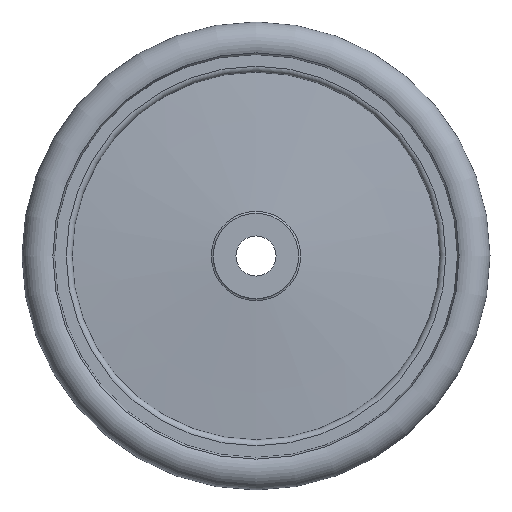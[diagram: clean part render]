
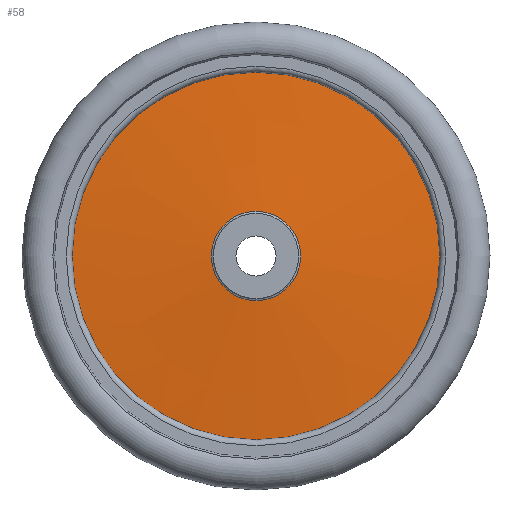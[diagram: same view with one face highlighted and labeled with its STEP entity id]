
A CAD part, left-side view. The second image highlights one B-rep face of the part: STEP entity #58.
In plain terms, the highlighted conical face has half-angle 85.601 degrees and reference radius 110 mm.
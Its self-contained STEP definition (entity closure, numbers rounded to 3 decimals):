
#58 = ADVANCED_FACE( '', ( #125, #126 ), #127, .T. );
#125 = FACE_BOUND( '', #197, .T. );
#126 = FACE_OUTER_BOUND( '', #198, .T. );
#127 = CONICAL_SURFACE( '', #199, 110., 1.494 );
#197 = EDGE_LOOP( '', ( #281 ) );
#198 = EDGE_LOOP( '', ( #282 ) );
#199 = AXIS2_PLACEMENT_3D( '', #283, #284, #285 );
#281 = ORIENTED_EDGE( '', *, *, #340, .F. );
#282 = ORIENTED_EDGE( '', *, *, #344, .T. );
#283 = CARTESIAN_POINT( '', ( 20.5, 0., 0. ) );
#284 = DIRECTION( '', ( 1., 0., 0. ) );
#285 = DIRECTION( '', ( 0., 0., -1. ) );
#340 = EDGE_CURVE( '', #383, #383, #384, .T. );
#344 = EDGE_CURVE( '', #389, #389, #390, .T. );
#383 = VERTEX_POINT( '', #431 );
#384 = CIRCLE( '', #432, 26.7 );
#389 = VERTEX_POINT( '', #437 );
#390 = CIRCLE( '', #438, 110. );
#431 = CARTESIAN_POINT( '', ( 14.092, 0., 26.7 ) );
#432 = AXIS2_PLACEMENT_3D( '', #482, #483, #484 );
#437 = CARTESIAN_POINT( '', ( 20.5, 0., 110. ) );
#438 = AXIS2_PLACEMENT_3D( '', #488, #489, #490 );
#482 = CARTESIAN_POINT( '', ( 14.092, 0., 0. ) );
#483 = DIRECTION( '', ( -1., 0., 0. ) );
#484 = DIRECTION( '', ( 0., 0., 1. ) );
#488 = CARTESIAN_POINT( '', ( 20.5, 0., 0. ) );
#489 = DIRECTION( '', ( -1., 0., 0. ) );
#490 = DIRECTION( '', ( 0., 0., 1. ) );
